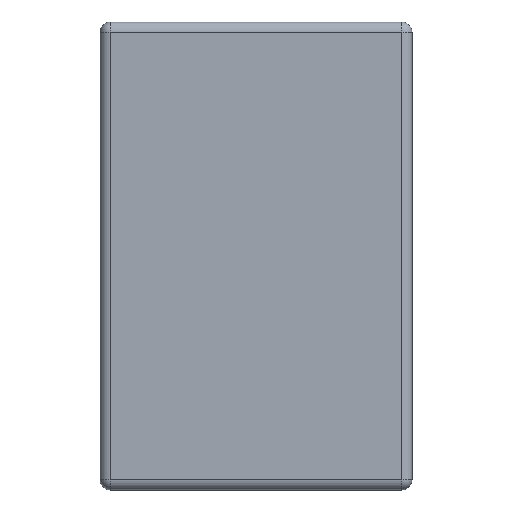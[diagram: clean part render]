
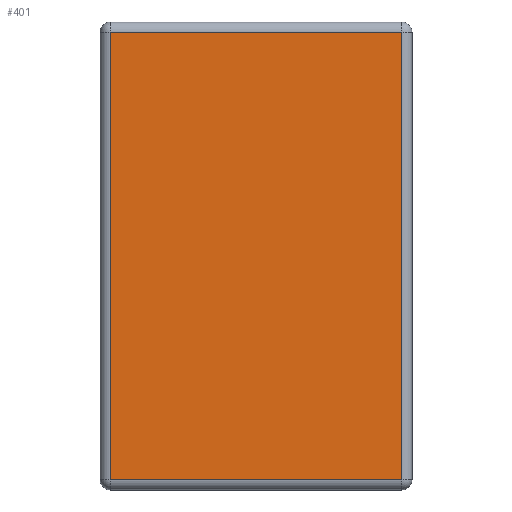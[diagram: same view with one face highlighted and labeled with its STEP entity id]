
A CAD part, front view. The second image highlights one B-rep face of the part: STEP entity #401.
In plain terms, the highlighted planar face has unit normal (0, -1, 0).
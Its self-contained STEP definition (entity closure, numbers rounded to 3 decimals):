
#20 = PLANE ( 'NONE',  #468 ) ;
#25 = EDGE_CURVE ( 'NONE', #309, #342, #157, .T. ) ;
#45 = CARTESIAN_POINT ( 'NONE',  ( -28., 0., -45. ) ) ;
#70 = DIRECTION ( 'NONE',  ( 0., -1., 0. ) ) ;
#71 = CARTESIAN_POINT ( 'NONE',  ( 30., 0., -43. ) ) ;
#82 = ORIENTED_EDGE ( 'NONE', *, *, #219, .T. ) ;
#102 = ORIENTED_EDGE ( 'NONE', *, *, #382, .T. ) ;
#157 = LINE ( 'NONE', #311, #259 ) ;
#168 = ORIENTED_EDGE ( 'NONE', *, *, #581, .T. ) ;
#186 = DIRECTION ( 'NONE',  ( 0., 0., -1. ) ) ;
#187 = CARTESIAN_POINT ( 'NONE',  ( 28., 0., 43. ) ) ;
#202 = VERTEX_POINT ( 'NONE', #543 ) ;
#219 = EDGE_CURVE ( 'NONE', #461, #202, #326, .T. ) ;
#229 = CARTESIAN_POINT ( 'NONE',  ( 28., 0., 45. ) ) ;
#259 = VECTOR ( 'NONE', #318, 1000. ) ;
#309 = VERTEX_POINT ( 'NONE', #187 ) ;
#311 = CARTESIAN_POINT ( 'NONE',  ( -30., 0., 43. ) ) ;
#318 = DIRECTION ( 'NONE',  ( -1., 0., 0. ) ) ;
#326 = LINE ( 'NONE', #71, #368 ) ;
#338 = CARTESIAN_POINT ( 'NONE',  ( -28., 0., -43. ) ) ;
#342 = VERTEX_POINT ( 'NONE', #490 ) ;
#368 = VECTOR ( 'NONE', #387, 1000. ) ;
#382 = EDGE_CURVE ( 'NONE', #202, #309, #493, .T. ) ;
#387 = DIRECTION ( 'NONE',  ( 1., 0., 0. ) ) ;
#388 = CARTESIAN_POINT ( 'NONE',  ( 0., 0., 0. ) ) ;
#401 = ADVANCED_FACE ( 'NONE', ( #643 ), #20, .T. ) ;
#424 = EDGE_LOOP ( 'NONE', ( #168, #82, #102, #584 ) ) ;
#461 = VERTEX_POINT ( 'NONE', #338 ) ;
#468 = AXIS2_PLACEMENT_3D ( 'NONE', #388, #70, #186 ) ;
#490 = CARTESIAN_POINT ( 'NONE',  ( -28., 0., 43. ) ) ;
#493 = LINE ( 'NONE', #229, #495 ) ;
#495 = VECTOR ( 'NONE', #552, 1000. ) ;
#501 = LINE ( 'NONE', #45, #547 ) ;
#543 = CARTESIAN_POINT ( 'NONE',  ( 28., 0., -43. ) ) ;
#547 = VECTOR ( 'NONE', #665, 1000. ) ;
#552 = DIRECTION ( 'NONE',  ( 0., 0., 1. ) ) ;
#581 = EDGE_CURVE ( 'NONE', #342, #461, #501, .T. ) ;
#584 = ORIENTED_EDGE ( 'NONE', *, *, #25, .T. ) ;
#643 = FACE_OUTER_BOUND ( 'NONE', #424, .T. ) ;
#665 = DIRECTION ( 'NONE',  ( 0., 0., -1. ) ) ;
